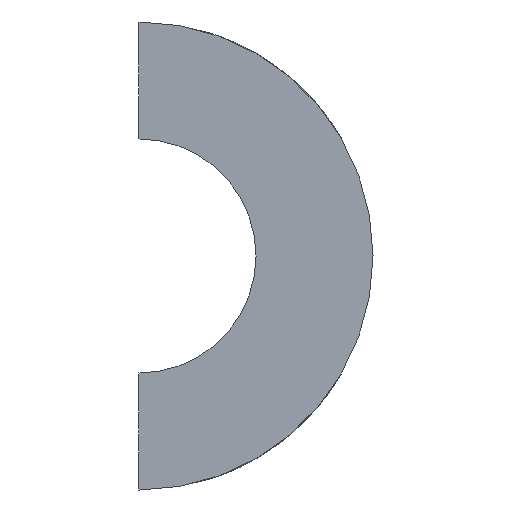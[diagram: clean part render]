
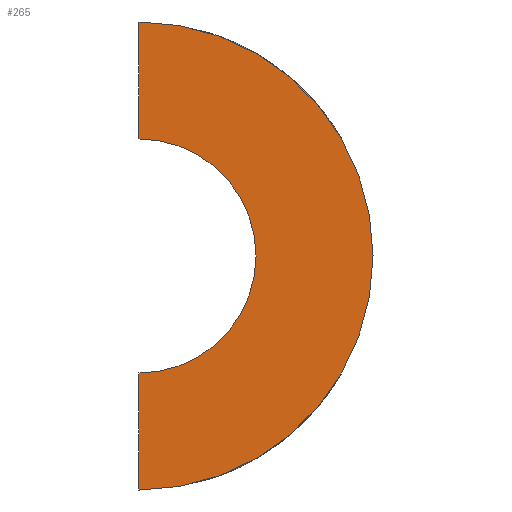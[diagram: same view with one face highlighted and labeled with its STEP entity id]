
A CAD part, left-side view. The second image highlights one B-rep face of the part: STEP entity #265.
In plain terms, the highlighted planar face has unit normal (-1, 0, 0).
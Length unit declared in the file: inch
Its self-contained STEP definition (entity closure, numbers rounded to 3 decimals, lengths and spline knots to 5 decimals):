
#15=LINE('',#601,#23);
#16=LINE('',#604,#24);
#23=VECTOR('',#379,0.3937);
#24=VECTOR('',#382,0.3937);
#35=PLANE('',#315);
#71=CIRCLE('',#316,0.5);
#72=CIRCLE('',#317,1.);
#87=FACE_OUTER_BOUND('',#117,.T.);
#117=EDGE_LOOP('',(#211,#212,#213,#214));
#151=VERTEX_POINT('',#597);
#152=VERTEX_POINT('',#598);
#153=VERTEX_POINT('',#600);
#154=VERTEX_POINT('',#602);
#175=EDGE_CURVE('',#151,#152,#71,.T.);
#176=EDGE_CURVE('',#152,#153,#15,.T.);
#177=EDGE_CURVE('',#153,#154,#72,.T.);
#178=EDGE_CURVE('',#154,#151,#16,.T.);
#211=ORIENTED_EDGE('',*,*,#175,.T.);
#212=ORIENTED_EDGE('',*,*,#176,.T.);
#213=ORIENTED_EDGE('',*,*,#177,.T.);
#214=ORIENTED_EDGE('',*,*,#178,.T.);
#265=ADVANCED_FACE('',(#87),#35,.F.);
#315=AXIS2_PLACEMENT_3D('',#596,#375,#376);
#316=AXIS2_PLACEMENT_3D('',#599,#377,#378);
#317=AXIS2_PLACEMENT_3D('',#603,#380,#381);
#375=DIRECTION('center_axis',(1.,0.,0.));
#376=DIRECTION('ref_axis',(0.,0.,-1.));
#377=DIRECTION('center_axis',(1.,0.,0.));
#378=DIRECTION('ref_axis',(0.,0.,1.));
#379=DIRECTION('',(0.,0.,-1.));
#380=DIRECTION('center_axis',(-1.,0.,0.));
#381=DIRECTION('ref_axis',(0.,0.,-1.));
#382=DIRECTION('',(0.,0.,-1.));
#596=CARTESIAN_POINT('Origin',(-0.98425,-0.41352,0.));
#597=CARTESIAN_POINT('',(-0.98425,0.,0.5));
#598=CARTESIAN_POINT('',(-0.98425,0.,-0.5));
#599=CARTESIAN_POINT('Origin',(-0.98425,0.,0.));
#600=CARTESIAN_POINT('',(-0.98425,0.,-1.));
#601=CARTESIAN_POINT('',(-0.98425,0.,-0.5));
#602=CARTESIAN_POINT('',(-0.98425,0.,1.));
#603=CARTESIAN_POINT('Origin',(-0.98425,0.,0.));
#604=CARTESIAN_POINT('',(-0.98425,0.,1.));
